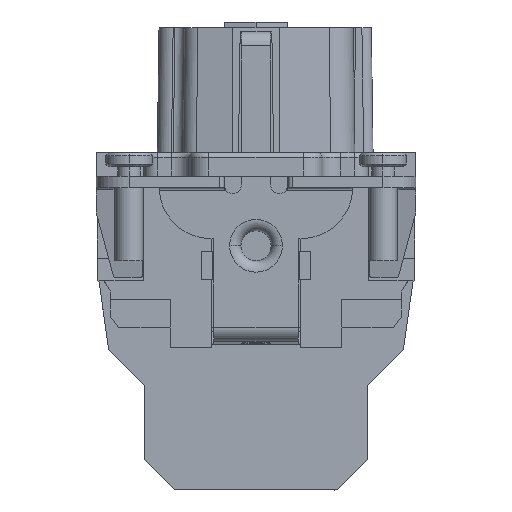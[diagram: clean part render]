
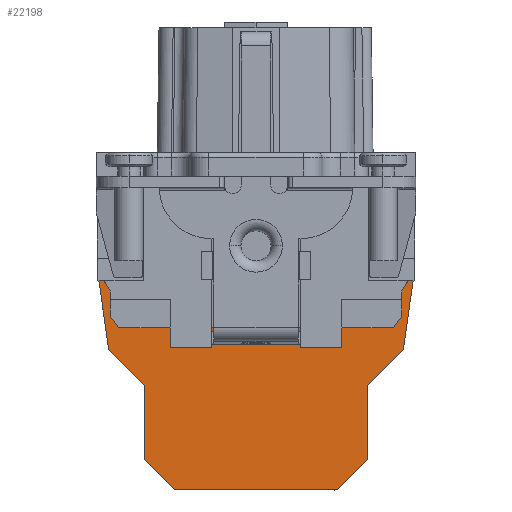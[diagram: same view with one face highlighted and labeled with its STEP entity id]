
A CAD part, front view. The second image highlights one B-rep face of the part: STEP entity #22198.
In plain terms, the highlighted planar face has unit normal (0, -1, 0).
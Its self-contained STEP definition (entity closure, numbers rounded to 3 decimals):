
#1163=DIRECTION('',(0.033,0.,-0.999));
#1164=VECTOR('',#1163,1.101);
#1165=CARTESIAN_POINT('',(16.842,-62.746,
-8.818));
#1166=LINE('',#1165,#1164);
#1167=DIRECTION('',(-0.14,0.,-0.99));
#1168=VECTOR('',#1167,8.588);
#1169=CARTESIAN_POINT('',(16.878,-62.746,
-9.918));
#1170=LINE('',#1169,#1168);
#1171=DIRECTION('',(-0.708,0.,-0.706));
#1172=VECTOR('',#1171,5.431);
#1173=CARTESIAN_POINT('',(15.672,-62.746,
-18.421));
#1174=LINE('',#1173,#1172);
#1175=DIRECTION('',(0.,0.,-1.));
#1176=VECTOR('',#1175,7.845);
#1177=CARTESIAN_POINT('',(11.827,-62.746,
-22.256));
#1178=LINE('',#1177,#1176);
#1179=DIRECTION('',(-0.706,0.,-0.709));
#1180=VECTOR('',#1179,4.394);
#1181=CARTESIAN_POINT('',(11.826,-62.746,
-30.102));
#1182=LINE('',#1181,#1180);
#1183=CARTESIAN_POINT('',(8.726,-62.746,
-33.215));
#1184=CARTESIAN_POINT('',(8.694,-62.746,
-33.246));
#1185=CARTESIAN_POINT('',(8.626,-62.746,
-33.299));
#1186=CARTESIAN_POINT('',(8.503,-62.746,
-33.35));
#1187=CARTESIAN_POINT('',(8.417,-62.746,
-33.362));
#1188=CARTESIAN_POINT('',(8.375,-62.746,
-33.362));
#1190=DIRECTION('',(-1.,0.,0.));
#1191=VECTOR('',#1190,16.744);
#1192=CARTESIAN_POINT('',(8.375,-62.746,
-33.362));
#1193=LINE('',#1192,#1191);
#1194=CARTESIAN_POINT('',(-8.37,-62.746,
-33.361));
#1195=CARTESIAN_POINT('',(-8.417,-62.746,
-33.361));
#1196=CARTESIAN_POINT('',(-8.503,-62.746,
-33.349));
#1197=CARTESIAN_POINT('',(-8.627,-62.746,
-33.298));
#1198=CARTESIAN_POINT('',(-8.696,-62.746,
-33.245));
#1199=CARTESIAN_POINT('',(-8.727,-62.746,
-33.213));
#1201=DIRECTION('',(-0.706,0.,0.709));
#1202=VECTOR('',#1201,4.393);
#1203=CARTESIAN_POINT('',(-8.727,-62.746,
-33.213));
#1204=LINE('',#1203,#1202);
#1205=DIRECTION('',(0.,0.,1.));
#1206=VECTOR('',#1205,7.845);
#1207=CARTESIAN_POINT('',(-11.827,-62.746,
-30.101));
#1208=LINE('',#1207,#1206);
#1209=DIRECTION('',(-0.708,0.,0.706));
#1210=VECTOR('',#1209,5.431);
#1211=CARTESIAN_POINT('',(-11.827,-62.746,
-22.255));
#1212=LINE('',#1211,#1210);
#1213=DIRECTION('',(-0.14,0.,0.99));
#1214=VECTOR('',#1213,8.588);
#1215=CARTESIAN_POINT('',(-15.671,-62.746,
-18.42));
#1216=LINE('',#1215,#1214);
#1217=DIRECTION('',(0.033,0.,0.999));
#1218=VECTOR('',#1217,1.075);
#1219=CARTESIAN_POINT('',(-16.877,-62.746,
-9.917));
#1220=LINE('',#1219,#1218);
#1221=DIRECTION('',(0.014,0.,1.));
#1222=VECTOR('',#1221,1.263);
#1223=CARTESIAN_POINT('',(16.824,-62.746,
-10.081));
#1224=LINE('',#1223,#1222);
#1241=DIRECTION('',(-0.53,0.,-0.848));
#1242=VECTOR('',#1241,2.499);
#1243=CARTESIAN_POINT('',(16.824,-62.746,
-10.081));
#1244=LINE('',#1243,#1242);
#1257=DIRECTION('',(0.,0.,-1.));
#1258=VECTOR('',#1257,2.7);
#1259=CARTESIAN_POINT('',(15.5,-62.746,-12.2));
#1260=LINE('',#1259,#1258);
#1273=DIRECTION('',(-0.6,0.,-0.8));
#1274=VECTOR('',#1273,1.5);
#1275=CARTESIAN_POINT('',(15.5,-62.746,-14.9));
#1276=LINE('',#1275,#1274);
#1281=DIRECTION('',(-1.,0.,0.));
#1282=VECTOR('',#1281,2.);
#1283=CARTESIAN_POINT('',(14.6,-62.746,-16.1));
#1284=LINE('',#1283,#1282);
#1297=DIRECTION('',(-1.,0.,0.));
#1298=VECTOR('',#1297,25.);
#1299=CARTESIAN_POINT('',(10.4,-62.746,-16.1));
#1300=LINE('',#1299,#1298);
#1313=DIRECTION('',(0.,0.,1.));
#1314=VECTOR('',#1313,9.9);
#1315=CARTESIAN_POINT('',(12.6,-62.746,-16.1));
#1316=LINE('',#1315,#1314);
#1321=CARTESIAN_POINT('',(11.5,-62.746,-6.2));
#1322=DIRECTION('',(0.,-1.,0.));
#1323=DIRECTION('',(1.,0.,0.));
#1324=AXIS2_PLACEMENT_3D('',#1321,#1322,#1323);
#1334=DIRECTION('',(0.,0.,-1.));
#1335=VECTOR('',#1334,9.9);
#1336=CARTESIAN_POINT('',(10.4,-62.746,-6.2));
#1337=LINE('',#1336,#1335);
#1352=DIRECTION('',(0.6,0.,-0.8));
#1353=VECTOR('',#1352,1.5);
#1354=CARTESIAN_POINT('',(-15.5,-62.746,-14.9));
#1355=LINE('',#1354,#1353);
#1360=DIRECTION('',(0.,0.,-1.));
#1361=VECTOR('',#1360,2.7);
#1362=CARTESIAN_POINT('',(-15.5,-62.746,-12.2));
#1363=LINE('',#1362,#1361);
#1376=DIRECTION('',(0.53,0.,-0.848));
#1377=VECTOR('',#1376,2.499);
#1378=CARTESIAN_POINT('',(-16.824,-62.746,
-10.081));
#1379=LINE('',#1378,#1377);
#1392=DIRECTION('',(-0.014,0.,1.));
#1393=VECTOR('',#1392,1.238);
#1394=CARTESIAN_POINT('',(-16.824,-62.746,
-10.081));
#1395=LINE('',#1394,#1393);
#17353=VERTEX_POINT('',#1194);
#17354=VERTEX_POINT('',#1199);
#17355=CARTESIAN_POINT('',(-11.827,-62.746,
-30.101));
#17356=VERTEX_POINT('',#17355);
#17357=CARTESIAN_POINT('',(-11.827,-62.746,
-22.255));
#17358=VERTEX_POINT('',#17357);
#17359=CARTESIAN_POINT('',(-15.671,-62.746,
-18.42));
#17360=VERTEX_POINT('',#17359);
#17361=CARTESIAN_POINT('',(-16.877,-62.746,
-9.917));
#17362=VERTEX_POINT('',#17361);
#17363=CARTESIAN_POINT('',(16.878,-62.746,
-9.918));
#17364=CARTESIAN_POINT('',(15.672,-62.746,
-18.421));
#17365=VERTEX_POINT('',#17363);
#17366=VERTEX_POINT('',#17364);
#17367=CARTESIAN_POINT('',(11.827,-62.746,
-22.256));
#17368=VERTEX_POINT('',#17367);
#17369=CARTESIAN_POINT('',(11.826,-62.746,
-30.102));
#17370=VERTEX_POINT('',#17369);
#17371=CARTESIAN_POINT('',(8.726,-62.746,
-33.215));
#17372=VERTEX_POINT('',#17371);
#17373=VERTEX_POINT('',#1188);
#17410=CARTESIAN_POINT('',(-16.842,-62.746,
-8.843));
#17412=VERTEX_POINT('',#17410);
#17420=CARTESIAN_POINT('',(16.842,-62.746,
-8.818));
#17421=VERTEX_POINT('',#17420);
#17426=CARTESIAN_POINT('',(16.824,-62.746,
-10.081));
#17427=VERTEX_POINT('',#17426);
#17428=CARTESIAN_POINT('',(15.5,-62.746,-12.2));
#17429=VERTEX_POINT('',#17428);
#17430=CARTESIAN_POINT('',(14.6,-62.746,-16.1));
#17431=CARTESIAN_POINT('',(12.6,-62.746,-16.1));
#17432=VERTEX_POINT('',#17430);
#17433=VERTEX_POINT('',#17431);
#17434=CARTESIAN_POINT('',(10.4,-62.746,-16.1));
#17435=CARTESIAN_POINT('',(-14.6,-62.746,-16.1));
#17436=VERTEX_POINT('',#17434);
#17437=VERTEX_POINT('',#17435);
#17438=CARTESIAN_POINT('',(10.4,-62.746,-6.2));
#17439=VERTEX_POINT('',#17438);
#17440=CARTESIAN_POINT('',(12.6,-62.746,-6.2));
#17441=VERTEX_POINT('',#17440);
#17442=CARTESIAN_POINT('',(-15.5,-62.746,-14.9));
#17443=VERTEX_POINT('',#17442);
#17444=CARTESIAN_POINT('',(-15.5,-62.746,-12.2));
#17445=VERTEX_POINT('',#17444);
#17446=CARTESIAN_POINT('',(-16.824,-62.746,
-10.081));
#17447=VERTEX_POINT('',#17446);
#17448=CARTESIAN_POINT('',(15.5,-62.746,-14.9));
#17449=VERTEX_POINT('',#17448);
#22141=CARTESIAN_POINT('',(0.,-62.746,0.));
#22142=DIRECTION('',(0.,1.,0.));
#22143=DIRECTION('',(-1.,0.,0.));
#22144=AXIS2_PLACEMENT_3D('',#22141,#22142,#22143);
#22145=PLANE('',#22144);
#22147=ORIENTED_EDGE('',*,*,#22146,.T.);
#22149=ORIENTED_EDGE('',*,*,#22148,.T.);
#22151=ORIENTED_EDGE('',*,*,#22150,.T.);
#22153=ORIENTED_EDGE('',*,*,#22152,.T.);
#22155=ORIENTED_EDGE('',*,*,#22154,.T.);
#22157=ORIENTED_EDGE('',*,*,#22156,.T.);
#22159=ORIENTED_EDGE('',*,*,#22158,.T.);
#22161=ORIENTED_EDGE('',*,*,#22160,.T.);
#22163=ORIENTED_EDGE('',*,*,#22162,.T.);
#22165=ORIENTED_EDGE('',*,*,#22164,.T.);
#22167=ORIENTED_EDGE('',*,*,#22166,.T.);
#22169=ORIENTED_EDGE('',*,*,#22168,.T.);
#22170=ORIENTED_EDGE('',*,*,#21921,.T.);
#22171=ORIENTED_EDGE('',*,*,#21860,.T.);
#22173=ORIENTED_EDGE('',*,*,#22172,.F.);
#22175=ORIENTED_EDGE('',*,*,#22174,.T.);
#22177=ORIENTED_EDGE('',*,*,#22176,.T.);
#22179=ORIENTED_EDGE('',*,*,#22178,.T.);
#22181=ORIENTED_EDGE('',*,*,#22180,.F.);
#22183=ORIENTED_EDGE('',*,*,#22182,.F.);
#22185=ORIENTED_EDGE('',*,*,#22184,.F.);
#22187=ORIENTED_EDGE('',*,*,#22186,.F.);
#22189=ORIENTED_EDGE('',*,*,#22188,.F.);
#22191=ORIENTED_EDGE('',*,*,#22190,.F.);
#22193=ORIENTED_EDGE('',*,*,#22192,.F.);
#22195=ORIENTED_EDGE('',*,*,#22194,.F.);
#22196=EDGE_LOOP('',(#22147,#22149,#22151,#22153,#22155,#22157,#22159,#22161,
#22163,#22165,#22167,#22169,#22170,#22171,#22173,#22175,#22177,#22179,#22181,
#22183,#22185,#22187,#22189,#22191,#22193,#22195));
#22197=FACE_OUTER_BOUND('',#22196,.F.);
#22198=ADVANCED_FACE('',(#22197),#22145,.F.);
#1189=B_SPLINE_CURVE_WITH_KNOTS('',3,(#1183,#1184,#1185,#1186,#1187,#1188),
.UNSPECIFIED.,.F.,.F.,(4,1,1,4),(0.,0.333,0.667,1.),
.UNSPECIFIED.);
#1200=B_SPLINE_CURVE_WITH_KNOTS('',3,(#1194,#1195,#1196,#1197,#1198,#1199),
.UNSPECIFIED.,.F.,.F.,(4,1,1,4),(0.,0.333,0.667,1.),
.UNSPECIFIED.);
#1325=CIRCLE('',#1324,1.1);
#21860=EDGE_CURVE('',#17362,#17412,#1220,.T.);
#21921=EDGE_CURVE('',#17360,#17362,#1216,.T.);
#22146=EDGE_CURVE('',#17427,#17421,#1224,.T.);
#22148=EDGE_CURVE('',#17421,#17365,#1166,.T.);
#22150=EDGE_CURVE('',#17365,#17366,#1170,.T.);
#22152=EDGE_CURVE('',#17366,#17368,#1174,.T.);
#22154=EDGE_CURVE('',#17368,#17370,#1178,.T.);
#22156=EDGE_CURVE('',#17370,#17372,#1182,.T.);
#22158=EDGE_CURVE('',#17372,#17373,#1189,.T.);
#22160=EDGE_CURVE('',#17373,#17353,#1193,.T.);
#22162=EDGE_CURVE('',#17353,#17354,#1200,.T.);
#22164=EDGE_CURVE('',#17354,#17356,#1204,.T.);
#22166=EDGE_CURVE('',#17356,#17358,#1208,.T.);
#22168=EDGE_CURVE('',#17358,#17360,#1212,.T.);
#22172=EDGE_CURVE('',#17447,#17412,#1395,.T.);
#22174=EDGE_CURVE('',#17447,#17445,#1379,.T.);
#22176=EDGE_CURVE('',#17445,#17443,#1363,.T.);
#22178=EDGE_CURVE('',#17443,#17437,#1355,.T.);
#22180=EDGE_CURVE('',#17436,#17437,#1300,.T.);
#22182=EDGE_CURVE('',#17439,#17436,#1337,.T.);
#22184=EDGE_CURVE('',#17441,#17439,#1325,.T.);
#22186=EDGE_CURVE('',#17433,#17441,#1316,.T.);
#22188=EDGE_CURVE('',#17432,#17433,#1284,.T.);
#22190=EDGE_CURVE('',#17449,#17432,#1276,.T.);
#22192=EDGE_CURVE('',#17429,#17449,#1260,.T.);
#22194=EDGE_CURVE('',#17427,#17429,#1244,.T.);
